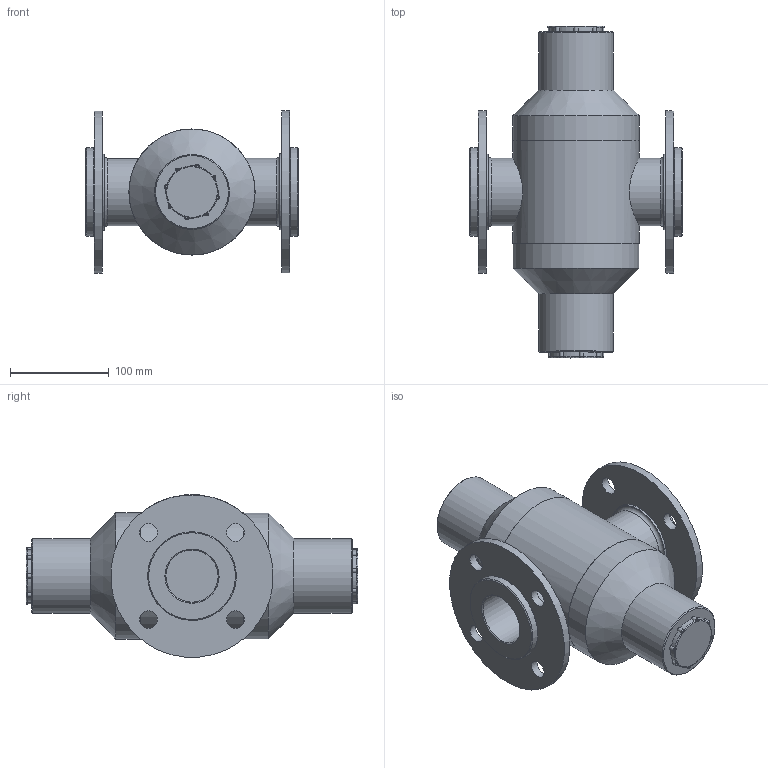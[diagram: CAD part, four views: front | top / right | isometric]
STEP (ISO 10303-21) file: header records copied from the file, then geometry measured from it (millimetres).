
FILE_DESCRIPTION (( 'STEP AP203' ), '1' );
FILE_NAME ('2-1104-7X-PN16-DUP.STEP', '2019-07-24T10:45:28', ( '' ), ( '' ), 'SwSTEP 2.0', 'SolidWorks 2019', '' );
FILE_SCHEMA (( 'CONFIG_CONTROL_DESIGN' ));
Length unit declared in the file: millimetre
Products named in the file (15): PVC Bonnet all size; 2 inch Flange stub (NEW) - ABS Duplex; 2 inchduplec - ABS; 2 PN16 BR; PVC Bonnet all size_63mm PVC-304; 63mm Dust Cap; 2-1104-7X-PN16-DUP; 2 inchduplec - ABS_63mm or 2
Assembly tree (9 placements, depth 2):
  PVC Bonnet all size
  2 inch Flange stub (NEW) - ABS Duplex
  2 inchduplec - ABS
  2 PN16 BR
  PVC Bonnet all size
Bounding box: 216.09 x 336.8 x 164.57 mm (x, y, z)
Volume: 3254055 mm3; surface area: 372780.8 mm2
Topology: 9 solids, 9 shells, 157 faces, 333 edges, 206 vertices
Faces by surface type: cylinder 65, plane 34, torus 34, cone 16, bspline 8
Full cylindrical faces by diameter (mm): 18 x8, 41.5 x2, 43.8 x2, 53 x2, 68.4 x4, 76 x2, 77 x2, 78 x2, 90 x2, 128 x3, 165 x2
Entity records: 5796 total; most frequent: CARTESIAN_POINT 2738, DIRECTION 383, ORIENTED_EDGE 282, AXIS2_PLACEMENT_3D 182, EDGE_CURVE 141, PERSON_AND_ORGANIZATION 129, EDGE_LOOP 127, VERTEX_POINT 102
